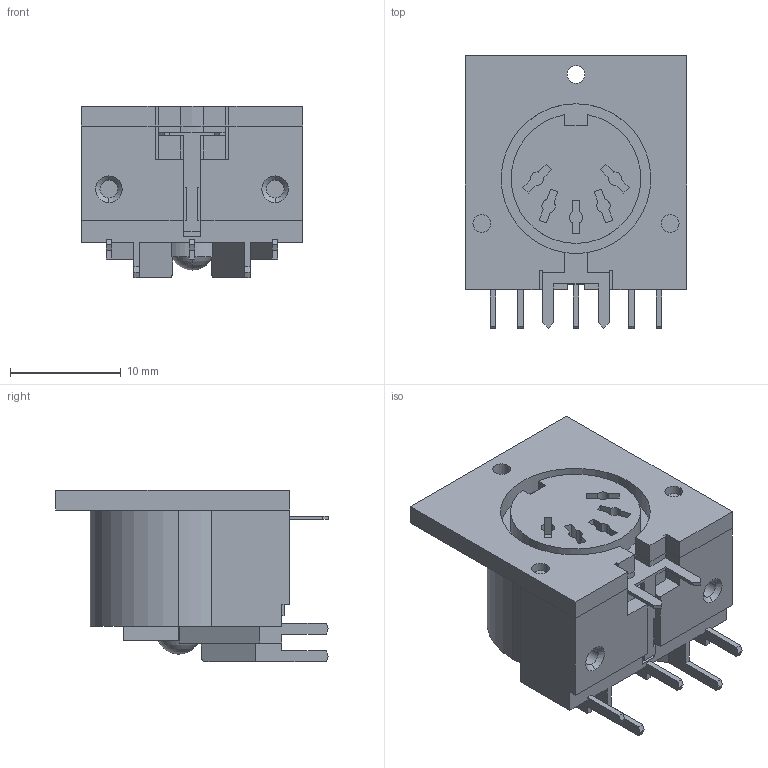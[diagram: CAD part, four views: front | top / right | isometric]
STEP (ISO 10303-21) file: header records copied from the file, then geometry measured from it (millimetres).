
FILE_DESCRIPTION((''),'2;1');
FILE_NAME('22201','2014-06-01T',('carefree'),(''),'PRO/ENGINEER BY PARAMETRIC TECHNOLOGY CORPORATION, 2005030','PRO/ENGINEER BY PARAMETRIC TECHNOLOGY CORPORATION, 2005030','');
FILE_SCHEMA(('CONFIG_CONTROL_DESIGN'));
Length unit declared in the file: millimetre
Products named in the file (1): 22201
Bounding box: 20 x 24.6 x 15.5 mm (x, y, z)
Volume: 3703.1 mm3; surface area: 2849.8 mm2
Topology: 3 solids, 3 shells, 216 faces, 622 edges, 413 vertices
Faces by surface type: plane 166, cylinder 44, cone 4, sphere 2
Entity records: 7080 total; most frequent: CARTESIAN_POINT 1249, ORIENTED_EDGE 1240, DIRECTION 1154, EDGE_CURVE 620, VECTOR 518, LINE 518, VERTEX_POINT 413, AXIS2_PLACEMENT_3D 318
